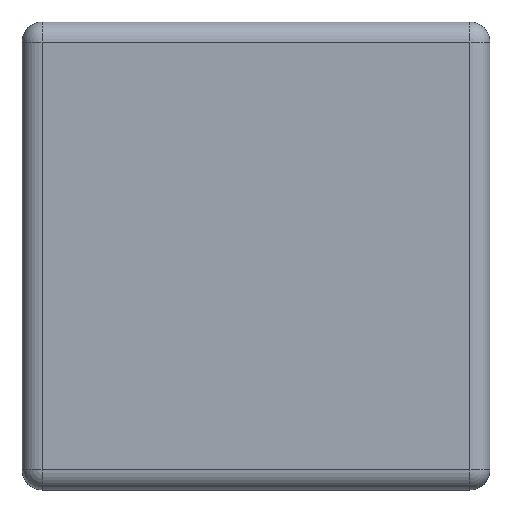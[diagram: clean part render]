
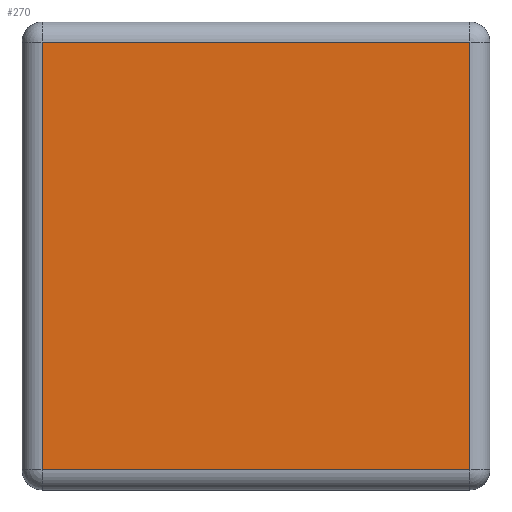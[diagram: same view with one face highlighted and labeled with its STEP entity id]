
A CAD part, top view. The second image highlights one B-rep face of the part: STEP entity #270.
In plain terms, the highlighted planar face has unit normal (0, 0, 1).
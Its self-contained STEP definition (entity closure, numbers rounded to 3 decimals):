
#270 = ADVANCED_FACE( '', ( #547 ), #548, .T. );
#547 = FACE_OUTER_BOUND( '', #820, .T. );
#548 = PLANE( '', #821 );
#820 = EDGE_LOOP( '', ( #1518, #1519, #1520, #1521 ) );
#821 = AXIS2_PLACEMENT_3D( '', #1522, #1523, #1524 );
#1518 = ORIENTED_EDGE( '', *, *, #1732, .T. );
#1519 = ORIENTED_EDGE( '', *, *, #1776, .T. );
#1520 = ORIENTED_EDGE( '', *, *, #1823, .T. );
#1521 = ORIENTED_EDGE( '', *, *, #1714, .T. );
#1522 = CARTESIAN_POINT( '', ( 0., 0., 19.5 ) );
#1523 = DIRECTION( '', ( 0., 0., 1. ) );
#1524 = DIRECTION( '', ( 1., 0., 0. ) );
#1714 = EDGE_CURVE( '', #2089, #2022, #2091, .T. );
#1732 = EDGE_CURVE( '', #2022, #2118, #2120, .T. );
#1776 = EDGE_CURVE( '', #2118, #1969, #2172, .T. );
#1823 = EDGE_CURVE( '', #1969, #2089, #2223, .T. );
#1969 = VERTEX_POINT( '', #2426 );
#2022 = VERTEX_POINT( '', #2502 );
#2089 = VERTEX_POINT( '', #2599 );
#2091 = LINE( '', #2601, #2602 );
#2118 = VERTEX_POINT( '', #2640 );
#2120 = LINE( '', #2642, #2643 );
#2172 = LINE( '', #2716, #2717 );
#2223 = LINE( '', #2782, #2783 );
#2426 = CARTESIAN_POINT( '', ( -16., -16., 19.5 ) );
#2502 = CARTESIAN_POINT( '', ( 16., 16., 19.5 ) );
#2599 = CARTESIAN_POINT( '', ( 16., -16., 19.5 ) );
#2601 = CARTESIAN_POINT( '', ( 16., 17.5, 19.5 ) );
#2602 = VECTOR( '', #2952, 1000. );
#2640 = CARTESIAN_POINT( '', ( -16., 16., 19.5 ) );
#2642 = CARTESIAN_POINT( '', ( -17.5, 16., 19.5 ) );
#2643 = VECTOR( '', #2967, 1000. );
#2716 = CARTESIAN_POINT( '', ( -16., -17.5, 19.5 ) );
#2717 = VECTOR( '', #3001, 1000. );
#2782 = CARTESIAN_POINT( '', ( 17.5, -16., 19.5 ) );
#2783 = VECTOR( '', #3043, 1000. );
#2952 = DIRECTION( '', ( 0., 1., 0. ) );
#2967 = DIRECTION( '', ( -1., 0., 0. ) );
#3001 = DIRECTION( '', ( 0., -1., 0. ) );
#3043 = DIRECTION( '', ( 1., 0., 0. ) );
